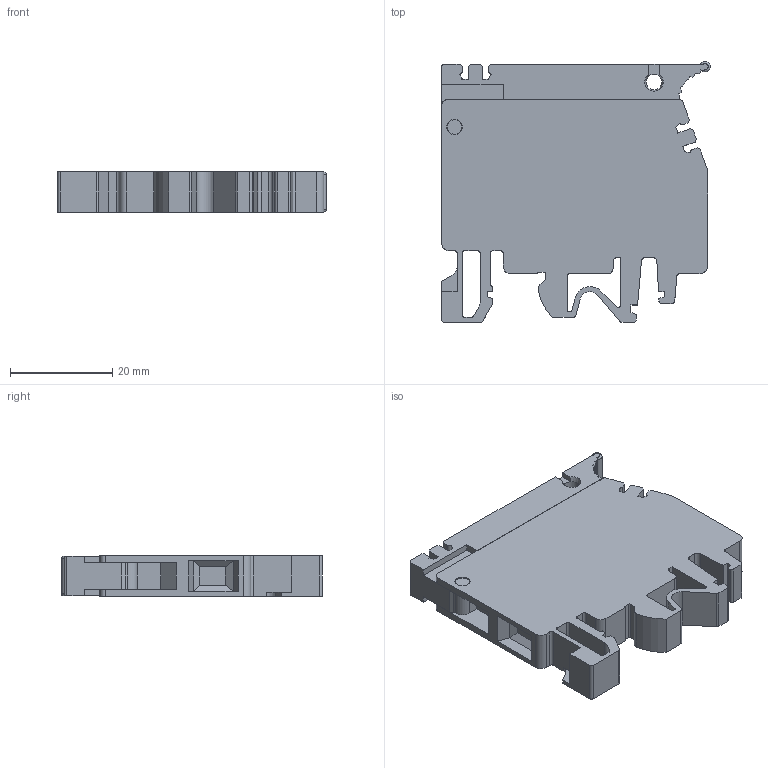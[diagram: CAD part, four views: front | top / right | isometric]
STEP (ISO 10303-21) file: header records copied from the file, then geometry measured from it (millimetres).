
FILE_DESCRIPTION((''),'2;1');
FILE_NAME('SFR_4_ASM','2022-07-14T14:06:41',('klemen.sitar'),('Audax d.o.o.'),'CREO PARAMETRIC BY PTC INC, 2021304','CREO PARAMETRIC BY PTC INC, 2021304','');
FILE_SCHEMA(('AP242_MANAGED_MODEL_BASED_3D_ENGINEERING_MIM_LF { 1 0 10303 442 1 1 4 }'));
Length unit declared in the file: millimetre
Products named in the file (3): SFR_4-76120; S4-P1; SFR_4_ASM
Assembly tree (2 placements, depth 2):
  SFR_4_ASM
    SFR_4-76120
    S4-P1
Bounding box: 52.5 x 51 x 8 mm (x, y, z)
Volume: 16535.8 mm3; surface area: 9634.4 mm2
Topology: 2 solids, 2 shells, 217 faces, 634 edges, 423 vertices
Faces by surface type: plane 157, cylinder 56, torus 2, cone 2
Entity records: 11902 total; most frequent: CARTESIAN_POINT 2106, ORIENTED_EDGE 1268, DIRECTION 1207, PRESENTATION_STYLE_ASSIGNMENT 857, STYLED_ITEM 857, CURVE_STYLE 638, EDGE_CURVE 634, VECTOR 491
